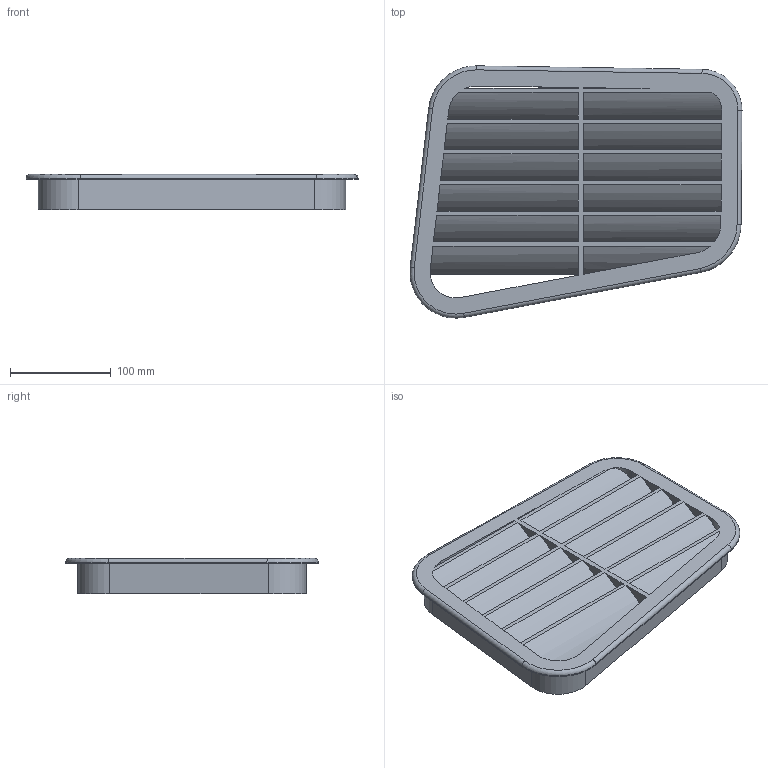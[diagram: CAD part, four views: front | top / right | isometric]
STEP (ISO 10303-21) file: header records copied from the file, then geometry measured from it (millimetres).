
FILE_DESCRIPTION(/* description */ ('STEP AP242','CAx-IF Rec.Pracs.---Representation and Presentation of Product Manufacturing Information (PMI)---4.0---2014-10-13','CAx-IF Rec.Pracs.---3D Tessellated Geometry---0.4---2014-09-14','2;1'),/* implementation_level */ '2;1');
FILE_NAME(/* name */ '641a6d16bc8fe26beaa59b95',/* time_stamp */ '2023-03-22T02:51:03+00:00',/* author */ (''),/* organization */ (''),/* preprocessor_version */ 'ST-DEVELOPER v18.102',/* originating_system */ ' ',/* authorisation */ ' ');
FILE_SCHEMA (('AP242_MANAGED_MODEL_BASED_3D_ENGINEERING_MIM_LF { 1 0 10303 442 1 1 4 }'));
Length unit declared in the file: metre
Products named in the file (1): Part 1
Bounding box: 329.6 x 250.45 x 35 mm (x, y, z)
Volume: 598890.7 mm3; surface area: 250238.9 mm2
Topology: 1 solids, 1 shells, 80 faces, 259 edges, 170 vertices
Faces by surface type: cylinder 55, plane 21, torus 4
Entity records: 3019 total; most frequent: CARTESIAN_POINT 584, DIRECTION 520, ORIENTED_EDGE 518, EDGE_CURVE 259, AXIS2_PLACEMENT_3D 191, VERTEX_POINT 170, LINE 138, VECTOR 138
